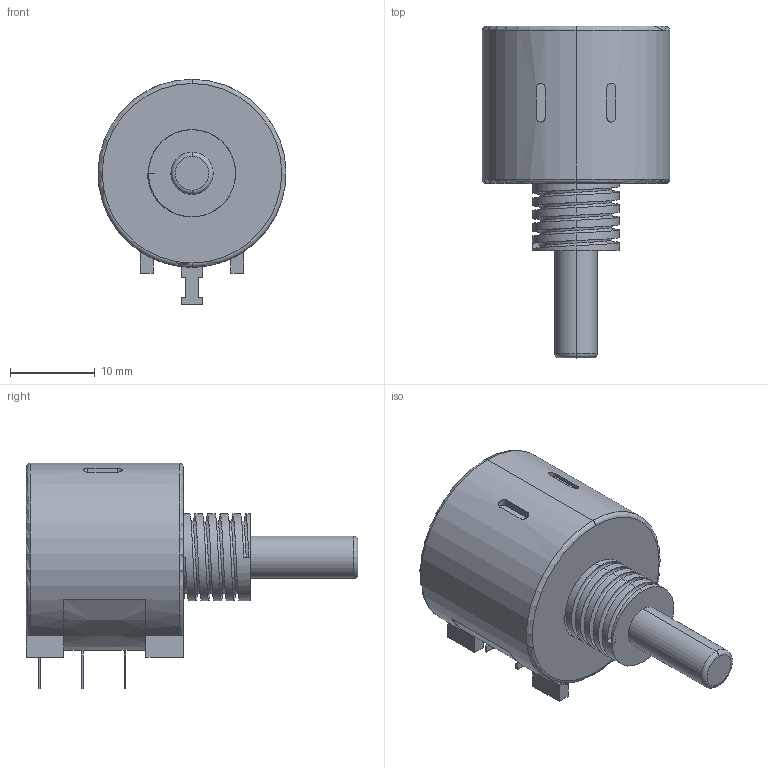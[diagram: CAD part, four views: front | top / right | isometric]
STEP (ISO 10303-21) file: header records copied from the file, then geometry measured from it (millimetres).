
FILE_DESCRIPTION (( 'STEP AP214' ), '1' );
FILE_NAME ('RES-ADJ-TH_3590S-2-104L.step', '2022-07-28T08:40:05', ( '' ), ( '' ), 'SwSTEP 2.0', 'SolidWorks 2020', '' );
FILE_SCHEMA (( 'AUTOMOTIVE_DESIGN' ));
Length unit declared in the file: millimetre
Products named in the file (1): RES-ADJ-TH_3590S-2-104L
Bounding box: 22.21 x 39.23 x 26.65 mm (x, y, z)
Volume: 8027.6 mm3; surface area: 2947.6 mm2
Topology: 1 solids, 1 shells, 331 faces, 914 edges, 628 vertices
Faces by surface type: plane 197, bspline 102, cylinder 26, torus 6
Entity records: 16198 total; most frequent: CARTESIAN_POINT 5409, ORIENTED_EDGE 1794, DIRECTION 1201, EDGE_CURVE 897, LINE 609, VECTOR 609, VERTEX_POINT 594, EDGE_LOOP 357
